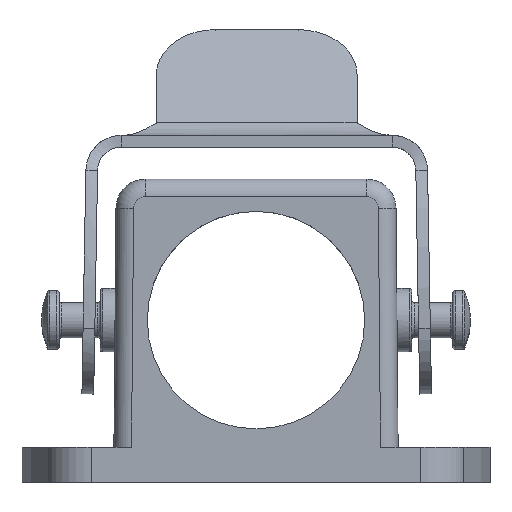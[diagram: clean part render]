
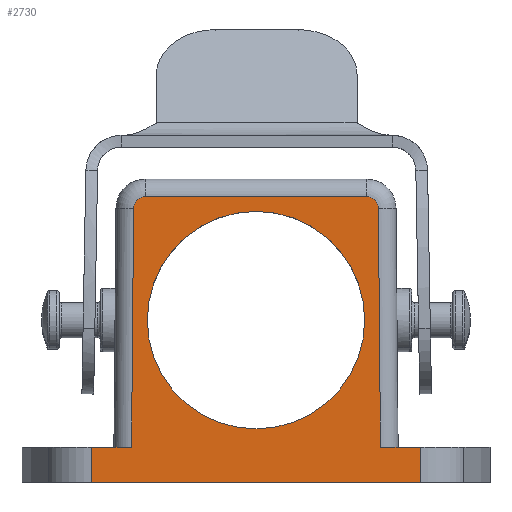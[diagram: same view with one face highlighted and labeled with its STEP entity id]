
A CAD part, left-side view. The second image highlights one B-rep face of the part: STEP entity #2730.
In plain terms, the highlighted planar face has unit normal (-1, 0, 0).
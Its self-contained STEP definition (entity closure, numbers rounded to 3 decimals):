
#2635=AXIS2_PLACEMENT_3D('Plane Axis2P3D',#2632,#2633,#2634) ;
#2655=AXIS2_PLACEMENT_3D('Circle Axis2P3D',#2653,#2654,$) ;
#2669=AXIS2_PLACEMENT_3D('Circle Axis2P3D',#2667,#2668,$) ;
#2714=AXIS2_PLACEMENT_3D('Circle Axis2P3D',#2712,#2713,$) ;
#2723=AXIS2_PLACEMENT_3D('Circle Axis2P3D',#2721,#2722,$) ;
#2186=CARTESIAN_POINT('Vertex',(0.,34.,0.)) ;
#2230=CARTESIAN_POINT('Vertex',(0.,6.,0.)) ;
#2233=CARTESIAN_POINT('Line Origine',(0.,20.,0.)) ;
#2430=CARTESIAN_POINT('Line Origine',(0.,34.,1.5)) ;
#2434=CARTESIAN_POINT('Vertex',(0.,34.,3.)) ;
#2617=CARTESIAN_POINT('Vertex',(0.,6.,3.)) ;
#2620=CARTESIAN_POINT('Line Origine',(0.,6.,1.5)) ;
#2632=CARTESIAN_POINT('Axis2P3D Location',(0.,20.,13.8)) ;
#2637=CARTESIAN_POINT('Line Origine',(0.,8.661,3.)) ;
#2641=CARTESIAN_POINT('Vertex',(0.,9.411,3.)) ;
#2643=CARTESIAN_POINT('Vertex',(0.,7.91,3.)) ;
#2646=CARTESIAN_POINT('Line Origine',(0.,9.499,13.154)) ;
#2650=CARTESIAN_POINT('Vertex',(0.,9.588,23.309)) ;
#2653=CARTESIAN_POINT('Axis2P3D Location',(0.,10.588,23.3)) ;
#2657=CARTESIAN_POINT('Vertex',(0.,10.588,24.3)) ;
#2660=CARTESIAN_POINT('Line Origine',(0.,20.,24.3)) ;
#2664=CARTESIAN_POINT('Vertex',(0.,29.412,24.3)) ;
#2667=CARTESIAN_POINT('Axis2P3D Location',(0.,29.412,23.3)) ;
#2671=CARTESIAN_POINT('Vertex',(0.,30.412,23.309)) ;
#2674=CARTESIAN_POINT('Line Origine',(0.,30.501,13.154)) ;
#2678=CARTESIAN_POINT('Vertex',(0.,30.589,3.)) ;
#2681=CARTESIAN_POINT('Line Origine',(0.,31.339,3.)) ;
#2685=CARTESIAN_POINT('Vertex',(0.,32.09,3.)) ;
#2688=CARTESIAN_POINT('Line Origine',(0.,33.045,3.)) ;
#2693=CARTESIAN_POINT('Line Origine',(0.,6.955,3.)) ;
#2712=CARTESIAN_POINT('Axis2P3D Location',(0.,20.,13.8)) ;
#2716=CARTESIAN_POINT('Vertex',(0.,10.75,13.8)) ;
#2718=CARTESIAN_POINT('Vertex',(0.,29.25,13.8)) ;
#2721=CARTESIAN_POINT('Axis2P3D Location',(0.,20.,13.8)) ;
#2234=DIRECTION('Vector Direction',(0.,-1.,0.)) ;
#2431=DIRECTION('Vector Direction',(0.,0.,-1.)) ;
#2621=DIRECTION('Vector Direction',(0.,0.,-1.)) ;
#2633=DIRECTION('Axis2P3D Direction',(1.,0.,0.)) ;
#2634=DIRECTION('Axis2P3D XDirection',(0.,1.,0.)) ;
#2638=DIRECTION('Vector Direction',(0.,1.,0.)) ;
#2647=DIRECTION('Vector Direction',(0.,-0.009,-1.)) ;
#2654=DIRECTION('Axis2P3D Direction',(1.,0.,0.)) ;
#2661=DIRECTION('Vector Direction',(0.,1.,0.)) ;
#2668=DIRECTION('Axis2P3D Direction',(1.,0.,0.)) ;
#2675=DIRECTION('Vector Direction',(0.,-0.009,1.)) ;
#2682=DIRECTION('Vector Direction',(0.,1.,0.)) ;
#2689=DIRECTION('Vector Direction',(0.,-1.,0.)) ;
#2694=DIRECTION('Vector Direction',(0.,-1.,0.)) ;
#2713=DIRECTION('Axis2P3D Direction',(1.,0.,0.)) ;
#2722=DIRECTION('Axis2P3D Direction',(1.,0.,0.)) ;
#2235=VECTOR('Line Direction',#2234,1.) ;
#2432=VECTOR('Line Direction',#2431,1.) ;
#2622=VECTOR('Line Direction',#2621,1.) ;
#2639=VECTOR('Line Direction',#2638,1.) ;
#2648=VECTOR('Line Direction',#2647,1.) ;
#2662=VECTOR('Line Direction',#2661,1.) ;
#2676=VECTOR('Line Direction',#2675,1.) ;
#2683=VECTOR('Line Direction',#2682,1.) ;
#2690=VECTOR('Line Direction',#2689,1.) ;
#2695=VECTOR('Line Direction',#2694,1.) ;
#2699=ORIENTED_EDGE('',*,*,#2645,.F.) ;
#2700=ORIENTED_EDGE('',*,*,#2652,.F.) ;
#2701=ORIENTED_EDGE('',*,*,#2659,.F.) ;
#2702=ORIENTED_EDGE('',*,*,#2666,.F.) ;
#2703=ORIENTED_EDGE('',*,*,#2673,.F.) ;
#2704=ORIENTED_EDGE('',*,*,#2680,.F.) ;
#2705=ORIENTED_EDGE('',*,*,#2687,.F.) ;
#2706=ORIENTED_EDGE('',*,*,#2692,.T.) ;
#2707=ORIENTED_EDGE('',*,*,#2436,.T.) ;
#2708=ORIENTED_EDGE('',*,*,#2237,.F.) ;
#2709=ORIENTED_EDGE('',*,*,#2624,.F.) ;
#2710=ORIENTED_EDGE('',*,*,#2697,.T.) ;
#2727=ORIENTED_EDGE('',*,*,#2720,.T.) ;
#2728=ORIENTED_EDGE('',*,*,#2725,.T.) ;
#2729=FACE_BOUND('',#2726,.T.) ;
#2730=ADVANCED_FACE('Hauptk\X2\00F6\X0\rper',(#2711,#2729),#2636,.F.) ;
#2656=CIRCLE('generated circle',#2655,1.) ;
#2670=CIRCLE('generated circle',#2669,1.) ;
#2715=CIRCLE('generated circle',#2714,9.25) ;
#2724=CIRCLE('generated circle',#2723,9.25) ;
#2237=EDGE_CURVE('',#2231,#2187,#2236,.F.) ;
#2436=EDGE_CURVE('',#2435,#2187,#2433,.T.) ;
#2624=EDGE_CURVE('',#2618,#2231,#2623,.T.) ;
#2645=EDGE_CURVE('',#2642,#2644,#2640,.F.) ;
#2652=EDGE_CURVE('',#2651,#2642,#2649,.T.) ;
#2659=EDGE_CURVE('',#2658,#2651,#2656,.T.) ;
#2666=EDGE_CURVE('',#2665,#2658,#2663,.F.) ;
#2673=EDGE_CURVE('',#2672,#2665,#2670,.T.) ;
#2680=EDGE_CURVE('',#2679,#2672,#2677,.T.) ;
#2687=EDGE_CURVE('',#2686,#2679,#2684,.F.) ;
#2692=EDGE_CURVE('',#2686,#2435,#2691,.F.) ;
#2697=EDGE_CURVE('',#2618,#2644,#2696,.F.) ;
#2720=EDGE_CURVE('',#2717,#2719,#2715,.T.) ;
#2725=EDGE_CURVE('',#2719,#2717,#2724,.T.) ;
#2698=EDGE_LOOP('',(#2699,#2700,#2701,#2702,#2703,#2704,#2705,#2706,#2707,#2708,#2709,#2710)) ;
#2726=EDGE_LOOP('',(#2727,#2728)) ;
#2711=FACE_OUTER_BOUND('',#2698,.T.) ;
#2236=LINE('Line',#2233,#2235) ;
#2433=LINE('Line',#2430,#2432) ;
#2623=LINE('Line',#2620,#2622) ;
#2640=LINE('Line',#2637,#2639) ;
#2649=LINE('Line',#2646,#2648) ;
#2663=LINE('Line',#2660,#2662) ;
#2677=LINE('Line',#2674,#2676) ;
#2684=LINE('Line',#2681,#2683) ;
#2691=LINE('Line',#2688,#2690) ;
#2696=LINE('Line',#2693,#2695) ;
#2636=PLANE('',#2635) ;
#2187=VERTEX_POINT('',#2186) ;
#2231=VERTEX_POINT('',#2230) ;
#2435=VERTEX_POINT('',#2434) ;
#2618=VERTEX_POINT('',#2617) ;
#2642=VERTEX_POINT('',#2641) ;
#2644=VERTEX_POINT('',#2643) ;
#2651=VERTEX_POINT('',#2650) ;
#2658=VERTEX_POINT('',#2657) ;
#2665=VERTEX_POINT('',#2664) ;
#2672=VERTEX_POINT('',#2671) ;
#2679=VERTEX_POINT('',#2678) ;
#2686=VERTEX_POINT('',#2685) ;
#2717=VERTEX_POINT('',#2716) ;
#2719=VERTEX_POINT('',#2718) ;
